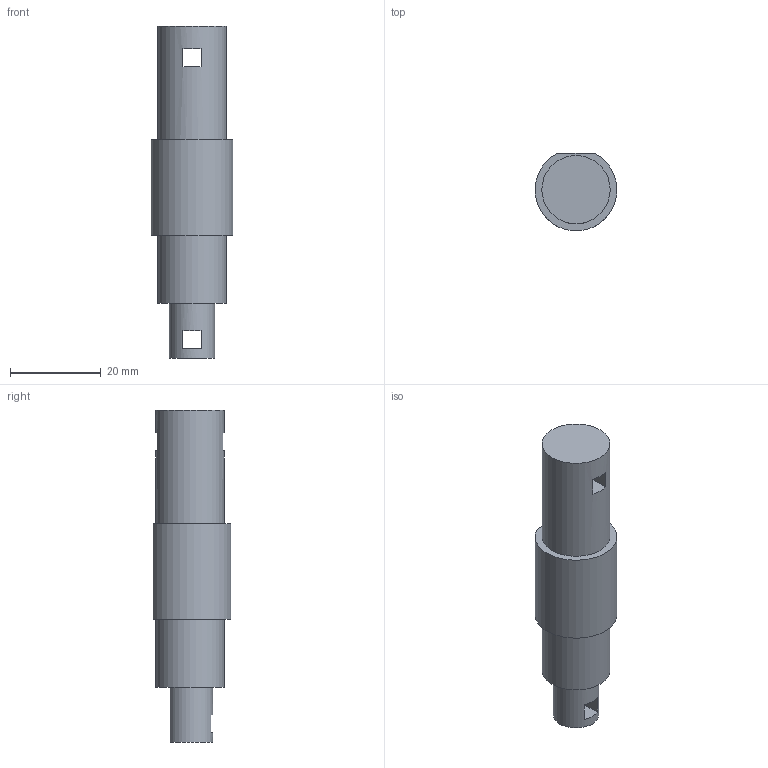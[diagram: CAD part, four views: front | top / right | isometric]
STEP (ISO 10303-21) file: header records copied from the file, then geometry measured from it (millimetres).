
FILE_DESCRIPTION(/* description */ ('STEP AP214'),/* implementation_level */ '2;1');
FILE_NAME(/* name */ '61fa9e79de1f9b6a4c35e61d',/* time_stamp */ '2022-02-02T15:08:42+00:00',/* author */ (''),/* organization */ (''),/* preprocessor_version */ 'ST-DEVELOPER v18.101',/* originating_system */ ' ',/* authorisation */ ' ');
FILE_SCHEMA (('AUTOMOTIVE_DESIGN {1 0 10303 214 3 1 1}'));
Length unit declared in the file: metre
Products named in the file (1): Arbre Poignet
Bounding box: 17.95 x 17.03 x 73 mm (x, y, z)
Volume: 12837.3 mm3; surface area: 4253.6 mm2
Topology: 1 solids, 1 shells, 19 faces, 42 edges, 28 vertices
Faces by surface type: plane 15, cylinder 4
Full cylindrical faces by diameter (mm): 15 x2
Entity records: 558 total; most frequent: DIRECTION 94, CARTESIAN_POINT 88, ORIENTED_EDGE 80, EDGE_CURVE 40, AXIS2_PLACEMENT_3D 34, VERTEX_POINT 28, EDGE_LOOP 28, FACE_BOUND 28
